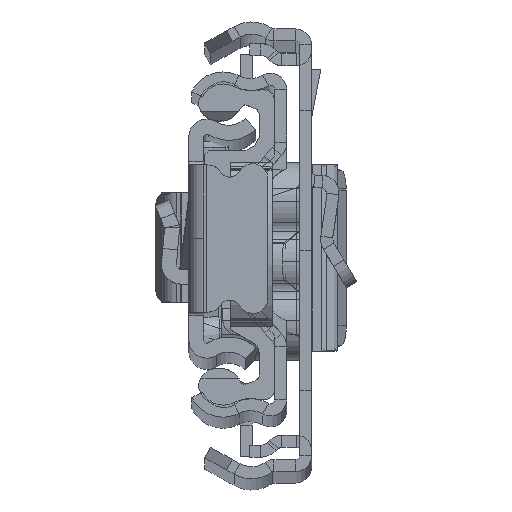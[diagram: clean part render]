
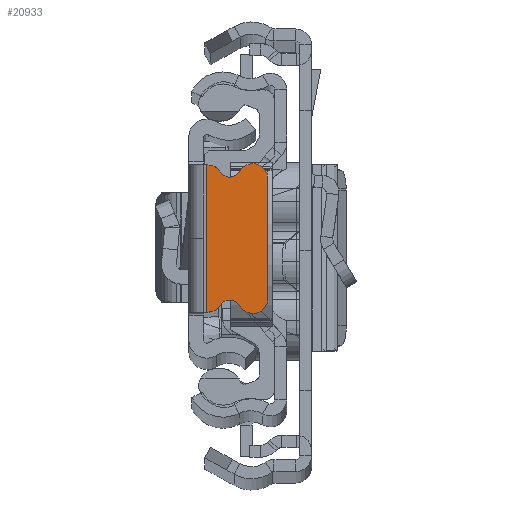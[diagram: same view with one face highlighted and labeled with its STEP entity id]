
A CAD part, top view. The second image highlights one B-rep face of the part: STEP entity #20933.
In plain terms, the highlighted planar face has unit normal (0, 0, 1).
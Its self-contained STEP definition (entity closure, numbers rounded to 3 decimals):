
#356 = CARTESIAN_POINT ( 'NONE',  ( -4.142, 7.236, 0. ) ) ;
#1057 = DIRECTION ( 'NONE',  ( -1., 0., 0. ) ) ;
#1184 = AXIS2_PLACEMENT_3D ( 'NONE', #19579, #15684, #9423 ) ;
#1484 = EDGE_CURVE ( 'NONE', #19677, #17815, #13038, .T. ) ;
#1523 = CARTESIAN_POINT ( 'NONE',  ( -5.109, -6.713, 0. ) ) ;
#1649 = CARTESIAN_POINT ( 'NONE',  ( -7.929, -6., 0. ) ) ;
#1871 = ORIENTED_EDGE ( 'NONE', *, *, #14825, .T. ) ;
#2231 = EDGE_CURVE ( 'NONE', #10717, #8634, #10457, .T. ) ;
#3423 = CARTESIAN_POINT ( 'NONE',  ( -5.109, 6.713, 0. ) ) ;
#3741 = VECTOR ( 'NONE', #16345, 1000. ) ;
#3987 = VERTEX_POINT ( 'NONE', #1649 ) ;
#4047 = VECTOR ( 'NONE', #10912, 1000. ) ;
#4094 = DIRECTION ( 'NONE',  ( 1., 0., 0. ) ) ;
#4463 = VECTOR ( 'NONE', #25232, 1000. ) ;
#4480 = EDGE_LOOP ( 'NONE', ( #25294, #13316, #22177, #17172, #5490, #9978, #20363, #6784, #1871, #13451 ) ) ;
#4750 = EDGE_CURVE ( 'NONE', #10558, #3987, #18851, .T. ) ;
#4803 = AXIS2_PLACEMENT_3D ( 'NONE', #25469, #8936, #13033 ) ;
#5017 = CIRCLE ( 'NONE', #1184, 1.1 ) ;
#5490 = ORIENTED_EDGE ( 'NONE', *, *, #12686, .T. ) ;
#5719 = DIRECTION ( 'NONE',  ( 0., 0., 1. ) ) ;
#5833 = CARTESIAN_POINT ( 'NONE',  ( -1.929, 7.37, 0. ) ) ;
#5843 = CARTESIAN_POINT ( 'NONE',  ( -3.206, 6.658, 0. ) ) ;
#5958 = VERTEX_POINT ( 'NONE', #6210 ) ;
#6210 = CARTESIAN_POINT ( 'NONE',  ( -3.206, -6.658, 0. ) ) ;
#6336 = AXIS2_PLACEMENT_3D ( 'NONE', #7449, #15336, #1057 ) ;
#6784 = ORIENTED_EDGE ( 'NONE', *, *, #10425, .T. ) ;
#7449 = CARTESIAN_POINT ( 'NONE',  ( -1.929, 5.87, 0. ) ) ;
#7514 = CIRCLE ( 'NONE', #24543, 1.5 ) ;
#7713 = FACE_OUTER_BOUND ( 'NONE', #4480, .T. ) ;
#7832 = CARTESIAN_POINT ( 'NONE',  ( 644.071, 0., 0. ) ) ;
#7835 = EDGE_CURVE ( 'NONE', #21530, #10717, #9682, .T. ) ;
#8634 = VERTEX_POINT ( 'NONE', #11982 ) ;
#8936 = DIRECTION ( 'NONE',  ( 0., 0., 1. ) ) ;
#9397 = CARTESIAN_POINT ( 'NONE',  ( -1.75, -7.37, 0. ) ) ;
#9423 = DIRECTION ( 'NONE',  ( -1., 0., 0. ) ) ;
#9682 = LINE ( 'NONE', #21948, #4047 ) ;
#9833 = DIRECTION ( 'NONE',  ( 1., 0., 0. ) ) ;
#9978 = ORIENTED_EDGE ( 'NONE', *, *, #4750, .T. ) ;
#10425 = EDGE_CURVE ( 'NONE', #16930, #5958, #5017, .T. ) ;
#10457 = LINE ( 'NONE', #20496, #3741 ) ;
#10558 = VERTEX_POINT ( 'NONE', #10980 ) ;
#10717 = VERTEX_POINT ( 'NONE', #9397 ) ;
#10912 = DIRECTION ( 'NONE',  ( 0., -1., 0. ) ) ;
#10980 = CARTESIAN_POINT ( 'NONE',  ( -7.929, 6., 0. ) ) ;
#11408 = VERTEX_POINT ( 'NONE', #20015 ) ;
#11971 = CARTESIAN_POINT ( 'NONE',  ( -6.429, 6., 0. ) ) ;
#11982 = CARTESIAN_POINT ( 'NONE',  ( -1.929, -7.37, 0. ) ) ;
#12686 = EDGE_CURVE ( 'NONE', #17815, #10558, #13580, .T. ) ;
#13033 = DIRECTION ( 'NONE',  ( 1., 0., 0. ) ) ;
#13038 = CIRCLE ( 'NONE', #17756, 1.1 ) ;
#13316 = ORIENTED_EDGE ( 'NONE', *, *, #15121, .F. ) ;
#13451 = ORIENTED_EDGE ( 'NONE', *, *, #2231, .F. ) ;
#13580 = CIRCLE ( 'NONE', #18702, 1.5 ) ;
#13817 = PLANE ( 'NONE',  #18640 ) ;
#13828 = DIRECTION ( 'NONE',  ( -1., 0., 0. ) ) ;
#14555 = LINE ( 'NONE', #5833, #20128 ) ;
#14825 = EDGE_CURVE ( 'NONE', #5958, #8634, #17578, .T. ) ;
#15121 = EDGE_CURVE ( 'NONE', #11408, #21530, #14555, .T. ) ;
#15336 = DIRECTION ( 'NONE',  ( 0., 0., 1. ) ) ;
#15684 = DIRECTION ( 'NONE',  ( 0., 0., -1. ) ) ;
#15966 = DIRECTION ( 'NONE',  ( 0., 0., 1. ) ) ;
#16345 = DIRECTION ( 'NONE',  ( -1., 0., 0. ) ) ;
#16628 = DIRECTION ( 'NONE',  ( 0., 0., -1. ) ) ;
#16930 = VERTEX_POINT ( 'NONE', #1523 ) ;
#17172 = ORIENTED_EDGE ( 'NONE', *, *, #1484, .T. ) ;
#17578 = CIRCLE ( 'NONE', #4803, 1.5 ) ;
#17756 = AXIS2_PLACEMENT_3D ( 'NONE', #356, #16628, #24754 ) ;
#17815 = VERTEX_POINT ( 'NONE', #3423 ) ;
#17927 = CARTESIAN_POINT ( 'NONE',  ( -1.75, 7.37, 0. ) ) ;
#18640 = AXIS2_PLACEMENT_3D ( 'NONE', #7832, #15966, #4094 ) ;
#18702 = AXIS2_PLACEMENT_3D ( 'NONE', #11971, #5719, #13828 ) ;
#18851 = LINE ( 'NONE', #21100, #4463 ) ;
#19579 = CARTESIAN_POINT ( 'NONE',  ( -4.142, -7.236, 0. ) ) ;
#19677 = VERTEX_POINT ( 'NONE', #5843 ) ;
#19712 = EDGE_CURVE ( 'NONE', #3987, #16930, #7514, .T. ) ;
#19991 = CARTESIAN_POINT ( 'NONE',  ( -6.429, -6., 0. ) ) ;
#20015 = CARTESIAN_POINT ( 'NONE',  ( -1.929, 7.37, 0. ) ) ;
#20128 = VECTOR ( 'NONE', #25970, 1000. ) ;
#20363 = ORIENTED_EDGE ( 'NONE', *, *, #19712, .T. ) ;
#20496 = CARTESIAN_POINT ( 'NONE',  ( -1.929, -7.37, 0. ) ) ;
#20933 = ADVANCED_FACE ( 'NONE', ( #7713 ), #13817, .T. ) ;
#21100 = CARTESIAN_POINT ( 'NONE',  ( -7.929, -6., 0. ) ) ;
#21530 = VERTEX_POINT ( 'NONE', #17927 ) ;
#21948 = CARTESIAN_POINT ( 'NONE',  ( -1.75, 0., 0. ) ) ;
#22089 = CIRCLE ( 'NONE', #6336, 1.5 ) ;
#22177 = ORIENTED_EDGE ( 'NONE', *, *, #25610, .T. ) ;
#24543 = AXIS2_PLACEMENT_3D ( 'NONE', #19991, #26240, #9833 ) ;
#24754 = DIRECTION ( 'NONE',  ( 1., 0., 0. ) ) ;
#25232 = DIRECTION ( 'NONE',  ( 0., -1., 0. ) ) ;
#25294 = ORIENTED_EDGE ( 'NONE', *, *, #7835, .F. ) ;
#25469 = CARTESIAN_POINT ( 'NONE',  ( -1.929, -5.87, 0. ) ) ;
#25610 = EDGE_CURVE ( 'NONE', #11408, #19677, #22089, .T. ) ;
#25970 = DIRECTION ( 'NONE',  ( 1., 0., 0. ) ) ;
#26240 = DIRECTION ( 'NONE',  ( 0., 0., 1. ) ) ;
